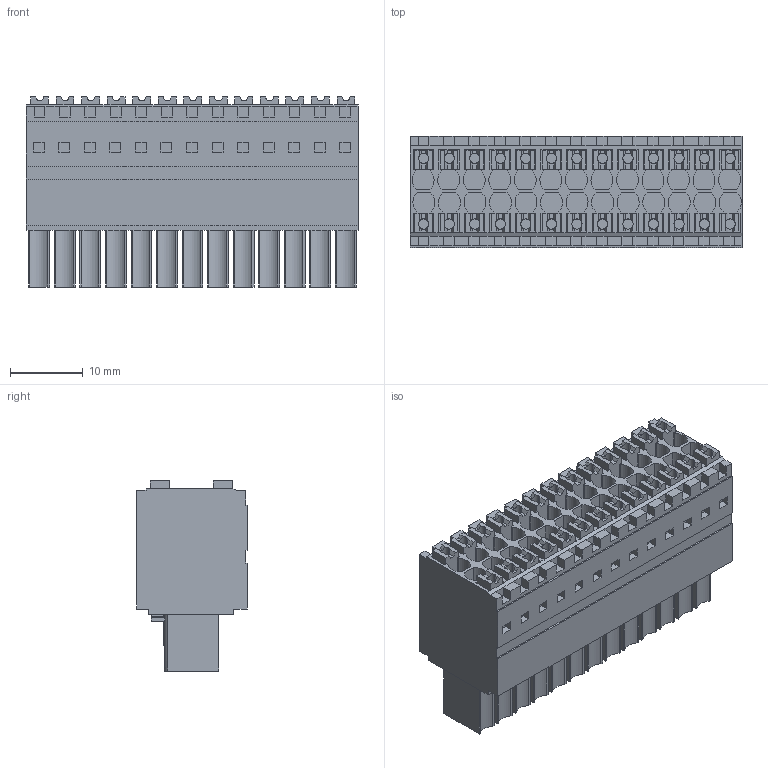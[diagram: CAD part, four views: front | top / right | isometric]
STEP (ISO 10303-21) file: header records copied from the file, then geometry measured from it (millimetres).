
FILE_DESCRIPTION(('CATIA V5 STEP','CAx-IF Rec.Pracs.--- Model Styling and Organization---1.2---2011-12-15'),'2;1');
FILE_NAME ('D1450430_0', '2017-05-27T10:48:11+00:00', ('none'), ('Weidmueller'), 'CATIA Version 5-6 Release 2014', 'CATIA V5 STEP AP214', 'none');
FILE_SCHEMA(('AUTOMOTIVE_DESIGN { 1 0 10303 214 1 1 1 1 }'));
Length unit declared in the file: millimetre
Products named in the file (1): 1277390000
Bounding box: 45.5 x 15.2 x 26.05 mm (x, y, z)
Volume: 12571.1 mm3; surface area: 10027.1 mm2
Topology: 27 solids, 27 shells, 1398 faces, 3884 edges, 2592 vertices
Faces by surface type: plane 1268, cylinder 130
Entity records: 41767 total; most frequent: CARTESIAN_POINT 8108, ORIENTED_EDGE 7768, DIRECTION 5508, EDGE_CURVE 3884, VECTOR 3338, LINE 3338, VERTEX_POINT 2592, EDGE_LOOP 1502
